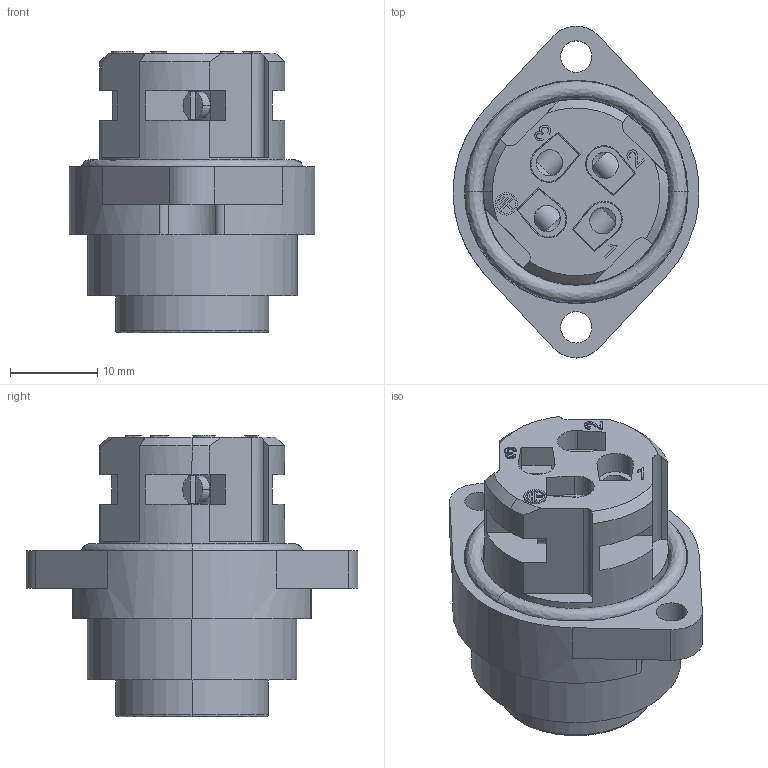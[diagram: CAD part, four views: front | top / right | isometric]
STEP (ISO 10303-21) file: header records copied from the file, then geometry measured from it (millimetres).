
FILE_DESCRIPTION (( 'STEP AP203' ), '1' );
FILE_NAME ('P429.STEP', '2020-04-16T01:05:39', ( 'edpusr' ), ( 'Microsoft' ), 'SwSTEP 2.0', 'SolidWorks 2015', '' );
FILE_SCHEMA (( 'CONFIG_CONTROL_DESIGN' ));
Length unit declared in the file: millimetre
Products named in the file (1): P429
Bounding box: 28.15 x 38 x 32.2 mm (x, y, z)
Volume: 10224.9 mm3; surface area: 7881.9 mm2
Topology: 6 solids, 6 shells, 367 faces, 974 edges, 621 vertices
Faces by surface type: plane 195, cylinder 93, bspline 64, cone 15
Entity records: 14594 total; most frequent: CARTESIAN_POINT 5721, ORIENTED_EDGE 1900, DIRECTION 1687, EDGE_CURVE 950, VERTEX_POINT 621, AXIS2_PLACEMENT_3D 563, VECTOR 561, LINE 561
